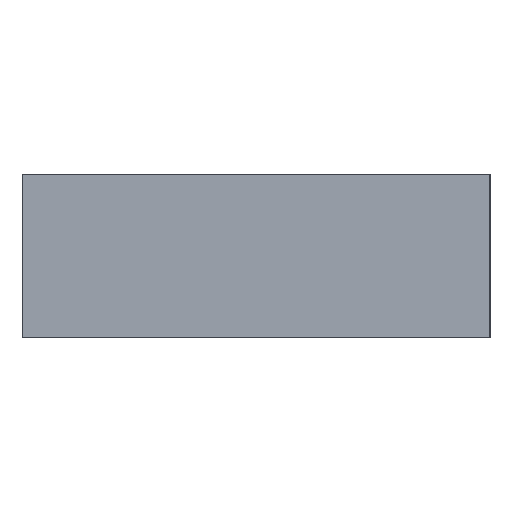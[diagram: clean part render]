
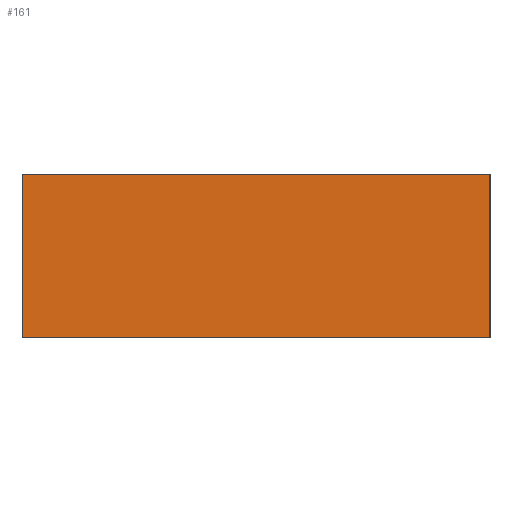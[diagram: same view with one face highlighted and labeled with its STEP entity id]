
A CAD part, left-side view. The second image highlights one B-rep face of the part: STEP entity #161.
In plain terms, the highlighted planar face has unit normal (-1, 0, 0).
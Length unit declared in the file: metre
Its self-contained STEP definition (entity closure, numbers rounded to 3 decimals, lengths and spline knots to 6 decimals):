
#39=ORIENTED_EDGE('',*,*,#73,.F.);
#40=ORIENTED_EDGE('',*,*,#60,.F.);
#41=ORIENTED_EDGE('',*,*,#74,.T.);
#42=ORIENTED_EDGE('',*,*,#65,.T.);
#60=EDGE_CURVE('',#78,#76,#92,.T.);
#65=EDGE_CURVE('',#82,#81,#97,.T.);
#73=EDGE_CURVE('',#76,#81,#99,.T.);
#74=EDGE_CURVE('',#78,#82,#100,.T.);
#76=VERTEX_POINT('',#240);
#78=VERTEX_POINT('',#244);
#81=VERTEX_POINT('',#254);
#82=VERTEX_POINT('',#256);
#92=LINE('',#245,#104);
#97=LINE('',#255,#109);
#99=LINE('',#274,#111);
#100=LINE('',#275,#112);
#104=VECTOR('',#199,1.);
#109=VECTOR('',#208,1.);
#111=VECTOR('',#230,1.);
#112=VECTOR('',#231,1.);
#122=EDGE_LOOP('',(#39,#40,#41,#42));
#140=FACE_BOUND('',#122,.T.);
#152=PLANE('',#189);
#161=ADVANCED_FACE('',(#140),#152,.T.);
#189=AXIS2_PLACEMENT_3D('',#273,#228,#229);
#199=DIRECTION('',(0.,0.,-1.));
#208=DIRECTION('',(0.,0.,-1.));
#228=DIRECTION('',(-1.,0.,0.));
#229=DIRECTION('',(0.,0.,1.));
#230=DIRECTION('',(0.,1.,0.));
#231=DIRECTION('',(0.,1.,0.));
#240=CARTESIAN_POINT('',(-0.022987,-0.010033,0.));
#244=CARTESIAN_POINT('',(-0.022987,-0.010033,0.007));
#245=CARTESIAN_POINT('',(-0.022987,-0.010033,0.007));
#254=CARTESIAN_POINT('',(-0.022987,0.010033,0.));
#255=CARTESIAN_POINT('',(-0.022987,0.010033,0.007));
#256=CARTESIAN_POINT('',(-0.022987,0.010033,0.007));
#273=CARTESIAN_POINT('',(-0.022987,0.,0.007));
#274=CARTESIAN_POINT('',(-0.022987,0.,0.));
#275=CARTESIAN_POINT('',(-0.022987,0.,0.007));
